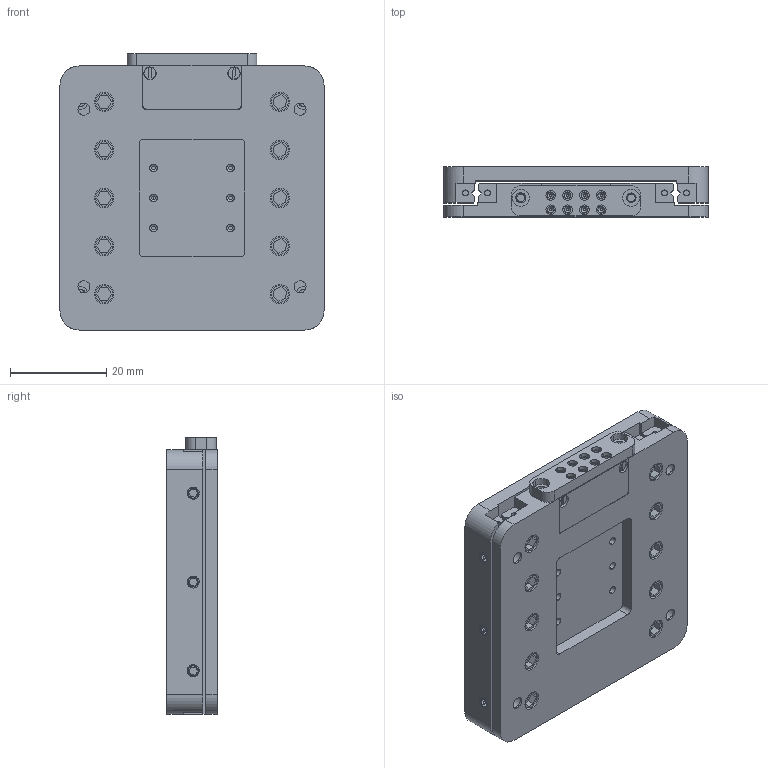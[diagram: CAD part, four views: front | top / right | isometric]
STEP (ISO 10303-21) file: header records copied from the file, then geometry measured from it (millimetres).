
FILE_DESCRIPTION (( 'STEP AP214' ), '1' );
FILE_NAME ('Linear55-Slim-X_web - EndUser.STEP', '2021-09-17T05:02:25', ( '' ), ( '' ), 'SwSTEP 2.0', 'SolidWorks 2020', '' );
FILE_SCHEMA (( 'AUTOMOTIVE_DESIGN' ));
Length unit declared in the file: millimetre
Products named in the file (14): 葩璃 M2-D3.5L5T1.8^葩璃 怢醱_Linear55-Slim-X_web - EndUser; 葩璃 絳寢寢耋1^Linear55-Slim-X_web - EndUser; 葩璃 怢极^Linear55-Slim-X_web - EndUser; 葩璃 M2-D3.5L5T1.8^Linear55-Slim-X_web - EndUser; Linear55-Slim-X_web - EndUser; 复件 零件1^复件 装配体4_Linear55-Slim-X_web - EndUser; 葩璃 M2-D2.5L5T1.5^Linear55-Slim-X_web - EndUser; 葩璃 蚾饜极4^Linear55-Slim-X_web - EndUser; 复件 面板^复件 台面_Linear55-Slim-X_web - EndUser; 复件 导轨轨道1^复件 台面_Linear55-Slim-X_web - EndUser; 葩璃 怢醱^Linear55-Slim-X_web - EndUser; 葩璃 脣匿芛-譫釱^Linear55-Slim-X_web - EndUser; 葩璃 M2.5階佪^Linear55-Slim-X_web - EndUser; 复件 车针-母针^复件 装配体4_Linear55-Slim-X_web - EndUser
Assembly tree (46 placements, depth 3):
  Linear55-Slim-X_web - EndUser
    葩璃 怢极^Linear55-Slim-X_web - EndUser
    葩璃 絳寢寢耋1^Linear55-Slim-X_web - EndUser  x2
    葩璃 M2-D3.5L5T1.8^Linear55-Slim-X_web - EndUser  x10
    葩璃 M2-D2.5L5T1.5^Linear55-Slim-X_web - EndUser  x2
    葩璃 蚾饜极4^Linear55-Slim-X_web - EndUser
      复件 零件1^复件 装配体4_Linear55-Slim-X_web - EndUser
      复件 车针-母针^复件 装配体4_Linear55-Slim-X_web - EndUser  x8
    葩璃 怢醱^Linear55-Slim-X_web - EndUser
      复件 面板^复件 台面_Linear55-Slim-X_web - EndUser
      复件 导轨轨道1^复件 台面_Linear55-Slim-X_web - EndUser  x2
      葩璃 M2-D3.5L5T1.8^葩璃 怢醱_Linear55-Slim-X_web - EndUser  x10
    葩璃 脣匿芛-譫釱^Linear55-Slim-X_web - EndUser
    葩璃 M2.5階佪^Linear55-Slim-X_web - EndUser  x6
Bounding box: 55 x 10.5 x 57.5 mm (x, y, z)
Volume: 26485.6 mm3; surface area: 23921.8 mm2
Topology: 44 solids, 44 shells, 1319 faces, 3126 edges, 2028 vertices
Faces by surface type: cylinder 664, plane 511, cone 92, bspline 36, torus 16
Entity records: 23477 total; most frequent: CARTESIAN_POINT 4884, DIRECTION 3792, ORIENTED_EDGE 3264, EDGE_CURVE 1632, AXIS2_PLACEMENT_3D 1514, VERTEX_POINT 1066, EDGE_LOOP 898, CIRCLE 819
